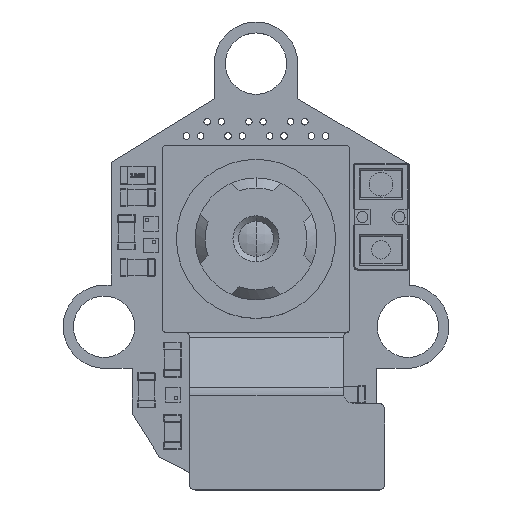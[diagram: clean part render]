
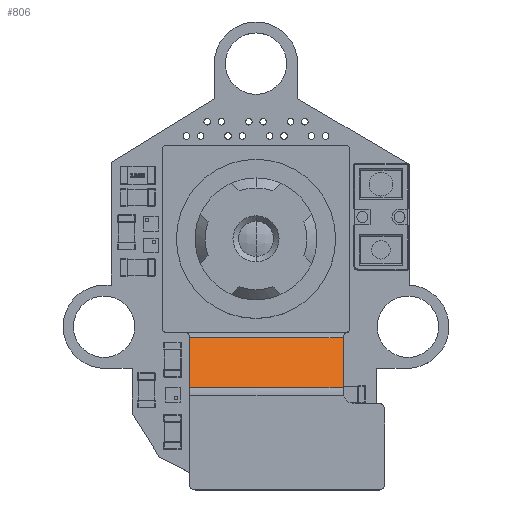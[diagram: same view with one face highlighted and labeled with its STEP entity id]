
A CAD part, top view. The second image highlights one B-rep face of the part: STEP entity #806.
In plain terms, the highlighted face is planar.
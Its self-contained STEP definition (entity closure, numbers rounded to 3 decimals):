
#454 = CYLINDRICAL_SURFACE('',#455,0.68);
#455 = AXIS2_PLACEMENT_3D('',#456,#457,#458);
#456 = CARTESIAN_POINT('',(6.,1.,4.25));
#457 = DIRECTION('',(-1.,-0.,-0.));
#458 = DIRECTION('',(-0.,0.,1.));
#585 = EDGE_CURVE('',#586,#588,#590,.T.);
#586 = VERTEX_POINT('',#587);
#587 = CARTESIAN_POINT('',(3.97,0.368,4.5));
#588 = VERTEX_POINT('',#589);
#589 = CARTESIAN_POINT('',(-3.03,0.368,4.5));
#590 = SURFACE_CURVE('',#591,(#595,#602),.PCURVE_S1.);
#591 = LINE('',#592,#593);
#592 = CARTESIAN_POINT('',(6.,0.368,4.5));
#593 = VECTOR('',#594,1.);
#594 = DIRECTION('',(-1.,-0.,-0.));
#595 = PCURVE('',#454,#596);
#596 = DEFINITIONAL_REPRESENTATION('',(#597),#601);
#597 = LINE('',#598,#599);
#598 = CARTESIAN_POINT('',(5.089,0.));
#599 = VECTOR('',#600,1.);
#600 = DIRECTION('',(0.,1.));
#601 = ( GEOMETRIC_REPRESENTATION_CONTEXT(2) 
PARAMETRIC_REPRESENTATION_CONTEXT() REPRESENTATION_CONTEXT('2D SPACE',''
  ) );
#602 = PCURVE('',#603,#608);
#603 = PLANE('',#604);
#604 = AXIS2_PLACEMENT_3D('',#605,#606,#607);
#605 = CARTESIAN_POINT('',(6.,0.368,4.5));
#606 = DIRECTION('',(0.,-0.93,0.368));
#607 = DIRECTION('',(0.,-0.368,-0.93));
#608 = DEFINITIONAL_REPRESENTATION('',(#609),#613);
#609 = LINE('',#610,#611);
#610 = CARTESIAN_POINT('',(0.,0.));
#611 = VECTOR('',#612,1.);
#612 = DIRECTION('',(0.,-1.));
#613 = ( GEOMETRIC_REPRESENTATION_CONTEXT(2) 
PARAMETRIC_REPRESENTATION_CONTEXT() REPRESENTATION_CONTEXT('2D SPACE',''
  ) );
#806 = ADVANCED_FACE('',(#807),#603,.F.);
#807 = FACE_BOUND('',#808,.F.);
#808 = EDGE_LOOP('',(#809,#837,#865,#891));
#809 = ORIENTED_EDGE('',*,*,#810,.F.);
#810 = EDGE_CURVE('',#811,#586,#813,.T.);
#811 = VERTEX_POINT('',#812);
#812 = CARTESIAN_POINT('',(3.97,1.27,6.782));
#813 = SURFACE_CURVE('',#814,(#818,#825),.PCURVE_S1.);
#814 = LINE('',#815,#816);
#815 = CARTESIAN_POINT('',(3.97,0.368,4.5));
#816 = VECTOR('',#817,1.);
#817 = DIRECTION('',(0.,-0.368,-0.93));
#818 = PCURVE('',#603,#819);
#819 = DEFINITIONAL_REPRESENTATION('',(#820),#824);
#820 = LINE('',#821,#822);
#821 = CARTESIAN_POINT('',(-0.,-2.03));
#822 = VECTOR('',#823,1.);
#823 = DIRECTION('',(1.,0.));
#824 = ( GEOMETRIC_REPRESENTATION_CONTEXT(2) 
PARAMETRIC_REPRESENTATION_CONTEXT() REPRESENTATION_CONTEXT('2D SPACE',''
  ) );
#825 = PCURVE('',#826,#831);
#826 = PLANE('',#827);
#827 = AXIS2_PLACEMENT_3D('',#828,#829,#830);
#828 = CARTESIAN_POINT('',(3.97,1.34,7.));
#829 = DIRECTION('',(-1.,0.,-0.));
#830 = DIRECTION('',(0.,0.,1.));
#831 = DEFINITIONAL_REPRESENTATION('',(#832),#836);
#832 = LINE('',#833,#834);
#833 = CARTESIAN_POINT('',(-2.5,-0.972));
#834 = VECTOR('',#835,1.);
#835 = DIRECTION('',(-0.93,-0.368));
#836 = ( GEOMETRIC_REPRESENTATION_CONTEXT(2) 
PARAMETRIC_REPRESENTATION_CONTEXT() REPRESENTATION_CONTEXT('2D SPACE',''
  ) );
#837 = ORIENTED_EDGE('',*,*,#838,.T.);
#838 = EDGE_CURVE('',#811,#839,#841,.T.);
#839 = VERTEX_POINT('',#840);
#840 = CARTESIAN_POINT('',(-3.03,1.27,6.782));
#841 = SURFACE_CURVE('',#842,(#846,#853),.PCURVE_S1.);
#842 = LINE('',#843,#844);
#843 = CARTESIAN_POINT('',(6.,1.27,6.782));
#844 = VECTOR('',#845,1.);
#845 = DIRECTION('',(-1.,-0.,-0.));
#846 = PCURVE('',#603,#847);
#847 = DEFINITIONAL_REPRESENTATION('',(#848),#852);
#848 = LINE('',#849,#850);
#849 = CARTESIAN_POINT('',(-2.454,0.));
#850 = VECTOR('',#851,1.);
#851 = DIRECTION('',(0.,-1.));
#852 = ( GEOMETRIC_REPRESENTATION_CONTEXT(2) 
PARAMETRIC_REPRESENTATION_CONTEXT() REPRESENTATION_CONTEXT('2D SPACE',''
  ) );
#853 = PCURVE('',#854,#859);
#854 = CYLINDRICAL_SURFACE('',#855,1.);
#855 = AXIS2_PLACEMENT_3D('',#856,#857,#858);
#856 = CARTESIAN_POINT('',(6.,0.34,7.15));
#857 = DIRECTION('',(-1.,-0.,-0.));
#858 = DIRECTION('',(-0.,0.,1.));
#859 = DEFINITIONAL_REPRESENTATION('',(#860),#864);
#860 = LINE('',#861,#862);
#861 = CARTESIAN_POINT('',(1.947,0.));
#862 = VECTOR('',#863,1.);
#863 = DIRECTION('',(0.,1.));
#864 = ( GEOMETRIC_REPRESENTATION_CONTEXT(2) 
PARAMETRIC_REPRESENTATION_CONTEXT() REPRESENTATION_CONTEXT('2D SPACE',''
  ) );
#865 = ORIENTED_EDGE('',*,*,#866,.F.);
#866 = EDGE_CURVE('',#588,#839,#867,.T.);
#867 = SURFACE_CURVE('',#868,(#872,#879),.PCURVE_S1.);
#868 = LINE('',#869,#870);
#869 = CARTESIAN_POINT('',(-3.03,0.368,4.5));
#870 = VECTOR('',#871,1.);
#871 = DIRECTION('',(0.,0.368,0.93));
#872 = PCURVE('',#603,#873);
#873 = DEFINITIONAL_REPRESENTATION('',(#874),#878);
#874 = LINE('',#875,#876);
#875 = CARTESIAN_POINT('',(0.,-9.03));
#876 = VECTOR('',#877,1.);
#877 = DIRECTION('',(-1.,0.));
#878 = ( GEOMETRIC_REPRESENTATION_CONTEXT(2) 
PARAMETRIC_REPRESENTATION_CONTEXT() REPRESENTATION_CONTEXT('2D SPACE',''
  ) );
#879 = PCURVE('',#880,#885);
#880 = PLANE('',#881);
#881 = AXIS2_PLACEMENT_3D('',#882,#883,#884);
#882 = CARTESIAN_POINT('',(-3.03,1.34,4.5));
#883 = DIRECTION('',(1.,0.,0.));
#884 = DIRECTION('',(0.,0.,-1.));
#885 = DEFINITIONAL_REPRESENTATION('',(#886),#890);
#886 = LINE('',#887,#888);
#887 = CARTESIAN_POINT('',(0.,-0.972));
#888 = VECTOR('',#889,1.);
#889 = DIRECTION('',(-0.93,0.368));
#890 = ( GEOMETRIC_REPRESENTATION_CONTEXT(2) 
PARAMETRIC_REPRESENTATION_CONTEXT() REPRESENTATION_CONTEXT('2D SPACE',''
  ) );
#891 = ORIENTED_EDGE('',*,*,#585,.F.);
